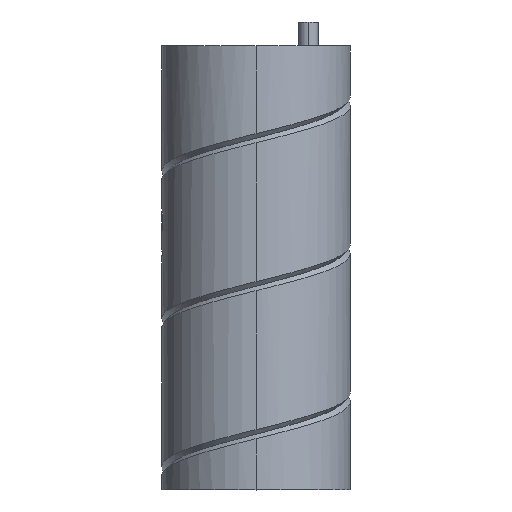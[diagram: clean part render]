
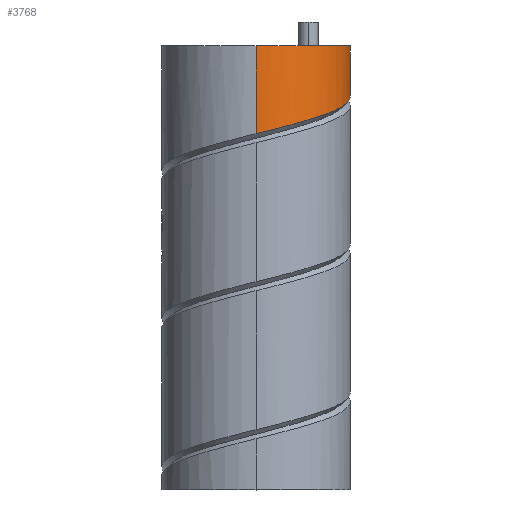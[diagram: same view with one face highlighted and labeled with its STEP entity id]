
A CAD part, top view. The second image highlights one B-rep face of the part: STEP entity #3768.
In plain terms, the highlighted cylindrical face has radius 19.75 mm (diameter 39.5 mm), a partial arc.
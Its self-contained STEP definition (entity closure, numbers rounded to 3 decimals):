
#54 = CARTESIAN_POINT ( 'NONE',  ( 17.245, 93., -9.977 ) ) ;
#78 = CARTESIAN_POINT ( 'NONE',  ( 19.018, 80.974, 5.326 ) ) ;
#94 = CARTESIAN_POINT ( 'NONE',  ( 19.778, 82.911, -2.377 ) ) ;
#226 = ORIENTED_EDGE ( 'NONE', *, *, #1502, .F. ) ;
#291 = EDGE_CURVE ( 'NONE', #2290, #847, #518, .T. ) ;
#292 = DIRECTION ( 'NONE',  ( 0., -1., 0. ) ) ;
#335 = EDGE_CURVE ( 'NONE', #2290, #3363, #4156, .T. ) ;
#342 = DIRECTION ( 'NONE',  ( 0., 0., -1. ) ) ;
#376 = CARTESIAN_POINT ( 'NONE',  ( 0., 74.571, 19.75 ) ) ;
#392 = CARTESIAN_POINT ( 'NONE',  ( 0.222, 90.016, -19.749 ) ) ;
#414 = CARTESIAN_POINT ( 'NONE',  ( 12.114, 93., -15.817 ) ) ;
#423 = CARTESIAN_POINT ( 'NONE',  ( 0., 74.571, 19.75 ) ) ;
#451 = CARTESIAN_POINT ( 'NONE',  ( 16.992, 79.682, 10.067 ) ) ;
#518 = B_SPLINE_CURVE_WITH_KNOTS ( 'NONE', 3,
 ( #664, #1133, #4271, #1411, #1458, #2471, #2519, #2852, #3195, #4301, #3213, #54, #3896, #414, #1470, #764, #2146, #4253 ),
 .UNSPECIFIED., .F., .F.,
 ( 4, 2, 2, 2, 2, 2, 2, 2, 4 ),
 ( 0., 0.063, 0.125, 0.187, 0.25, 0.312, 0.375, 0.438, 0.5 ),
 .UNSPECIFIED. ) ;
#520 = CARTESIAN_POINT ( 'NONE',  ( 0., 93., 19.75 ) ) ;
#664 = CARTESIAN_POINT ( 'NONE',  ( 0., 93., 19.75 ) ) ;
#764 = CARTESIAN_POINT ( 'NONE',  ( 5.139, 93., -19.249 ) ) ;
#785 = CARTESIAN_POINT ( 'NONE',  ( 15.94, 85.495, -11.948 ) ) ;
#847 = VERTEX_POINT ( 'NONE', #3267 ) ;
#958 = ORIENTED_EDGE ( 'NONE', *, *, #335, .T. ) ;
#1133 = CARTESIAN_POINT ( 'NONE',  ( 2.619, 93., 19.75 ) ) ;
#1164 = CARTESIAN_POINT ( 'NONE',  ( 0., 90.071, -19.75 ) ) ;
#1167 =( BOUNDED_CURVE ( )  B_SPLINE_CURVE ( 2, ( #1802, #2496, #392, #2920, #1833, #3264, #3983, #2562, #1493, #785, #4337, #2212, #2184, #94, #1479, #2861, #78, #4294, #451, #2168, #3204, #3561, #1450, #3966, #1851, #3952, #423 ),
 .UNSPECIFIED., .F., .F. ) 
 B_SPLINE_CURVE_WITH_KNOTS ( ( 3, 2, 2, 2, 2, 2, 2, 2, 2, 2, 2, 2, 2, 3 ),
 ( 0.032, 0.032, 0.046, 0.06, 0.074, 0.088, 0.102, 0.115, 0.129, 0.143, 0.157, 0.171, 0.185, 0.198 ),
 .UNSPECIFIED. ) 
 CURVE ( )  GEOMETRIC_REPRESENTATION_ITEM ( )  RATIONAL_B_SPLINE_CURVE ( ( 0.999, 1., 1., 0.991, 1., 0.991, 1., 0.991, 1., 0.991, 1., 0.991, 1., 0.991, 1., 0.991, 1., 0.991, 1., 0.991, 1., 0.991, 1., 0.991, 1., 0.992, 0.999 ) ) 
 REPRESENTATION_ITEM ( '' )  );
#1192 = DIRECTION ( 'NONE',  ( 0., -1., 0. ) ) ;
#1411 = CARTESIAN_POINT ( 'NONE',  ( 9.977, 93., 17.245 ) ) ;
#1450 = CARTESIAN_POINT ( 'NONE',  ( 9.682, 77.099, 17.214 ) ) ;
#1458 = CARTESIAN_POINT ( 'NONE',  ( 12.114, 93., 15.817 ) ) ;
#1470 = CARTESIAN_POINT ( 'NONE',  ( 9.977, 93., -17.244 ) ) ;
#1479 = CARTESIAN_POINT ( 'NONE',  ( 19.749, 82.266, 0.222 ) ) ;
#1493 = CARTESIAN_POINT ( 'NONE',  ( 14.122, 86.141, -13.807 ) ) ;
#1502 = EDGE_CURVE ( 'NONE', #847, #2056, #1584, .T. ) ;
#1584 = LINE ( 'NONE', #2073, #2468 ) ;
#1674 = EDGE_LOOP ( 'NONE', ( #2172, #958, #4349, #226 ) ) ;
#1802 = CARTESIAN_POINT ( 'NONE',  ( 0., 90.071, -19.75 ) ) ;
#1817 = CYLINDRICAL_SURFACE ( 'NONE', #3426, 19.75 ) ;
#1833 = CARTESIAN_POINT ( 'NONE',  ( 5.326, 88.724, -19.018 ) ) ;
#1851 = CARTESIAN_POINT ( 'NONE',  ( 4.896, 75.807, 19.133 ) ) ;
#2056 = VERTEX_POINT ( 'NONE', #1164 ) ;
#2073 = CARTESIAN_POINT ( 'NONE',  ( 0., 93., -19.75 ) ) ;
#2137 = CARTESIAN_POINT ( 'NONE',  ( 0., 93., 0. ) ) ;
#2146 = CARTESIAN_POINT ( 'NONE',  ( 2.619, 93., -19.75 ) ) ;
#2168 = CARTESIAN_POINT ( 'NONE',  ( 15.666, 79.036, 12.304 ) ) ;
#2172 = ORIENTED_EDGE ( 'NONE', *, *, #291, .F. ) ;
#2184 = CARTESIAN_POINT ( 'NONE',  ( 19.133, 83.557, -4.896 ) ) ;
#2212 = CARTESIAN_POINT ( 'NONE',  ( 18.489, 84.203, -7.415 ) ) ;
#2290 = VERTEX_POINT ( 'NONE', #520 ) ;
#2468 = VECTOR ( 'NONE', #292, 1000. ) ;
#2471 = CARTESIAN_POINT ( 'NONE',  ( 15.817, 93., 12.114 ) ) ;
#2496 = CARTESIAN_POINT ( 'NONE',  ( 0.111, 90.043, -19.75 ) ) ;
#2519 = CARTESIAN_POINT ( 'NONE',  ( 17.244, 93., 9.977 ) ) ;
#2562 = CARTESIAN_POINT ( 'NONE',  ( 12.304, 86.786, -15.666 ) ) ;
#2852 = CARTESIAN_POINT ( 'NONE',  ( 19.249, 93., 5.139 ) ) ;
#2861 = CARTESIAN_POINT ( 'NONE',  ( 19.719, 81.62, 2.822 ) ) ;
#2920 = CARTESIAN_POINT ( 'NONE',  ( 2.822, 89.37, -19.719 ) ) ;
#3153 = EDGE_CURVE ( 'NONE', #2056, #3363, #1167, .T. ) ;
#3178 = CARTESIAN_POINT ( 'NONE',  ( 0., 93., 19.75 ) ) ;
#3195 = CARTESIAN_POINT ( 'NONE',  ( 19.75, 93., 2.619 ) ) ;
#3204 = CARTESIAN_POINT ( 'NONE',  ( 13.807, 78.391, 14.122 ) ) ;
#3213 = CARTESIAN_POINT ( 'NONE',  ( 19.249, 93., -5.139 ) ) ;
#3264 = CARTESIAN_POINT ( 'NONE',  ( 7.83, 88.078, -18.317 ) ) ;
#3267 = CARTESIAN_POINT ( 'NONE',  ( 0., 93., -19.75 ) ) ;
#3363 = VERTEX_POINT ( 'NONE', #376 ) ;
#3426 = AXIS2_PLACEMENT_3D ( 'NONE', #2137, #3936, #342 ) ;
#3561 = CARTESIAN_POINT ( 'NONE',  ( 11.948, 77.745, 15.94 ) ) ;
#3768 = ADVANCED_FACE ( 'NONE', ( #4417 ), #1817, .T. ) ;
#3896 = CARTESIAN_POINT ( 'NONE',  ( 15.817, 93., -12.114 ) ) ;
#3936 = DIRECTION ( 'NONE',  ( 0., -1., 0. ) ) ;
#3952 = CARTESIAN_POINT ( 'NONE',  ( 2.487, 75.19, 19.75 ) ) ;
#3966 = CARTESIAN_POINT ( 'NONE',  ( 7.415, 76.453, 18.489 ) ) ;
#3983 = CARTESIAN_POINT ( 'NONE',  ( 10.067, 87.432, -16.992 ) ) ;
#4156 = LINE ( 'NONE', #3178, #4442 ) ;
#4253 = CARTESIAN_POINT ( 'NONE',  ( 0., 93., -19.75 ) ) ;
#4271 = CARTESIAN_POINT ( 'NONE',  ( 5.139, 93., 19.249 ) ) ;
#4294 = CARTESIAN_POINT ( 'NONE',  ( 18.317, 80.328, 7.83 ) ) ;
#4301 = CARTESIAN_POINT ( 'NONE',  ( 19.75, 93., -2.619 ) ) ;
#4337 = CARTESIAN_POINT ( 'NONE',  ( 17.214, 84.849, -9.682 ) ) ;
#4349 = ORIENTED_EDGE ( 'NONE', *, *, #3153, .F. ) ;
#4417 = FACE_OUTER_BOUND ( 'NONE', #1674, .T. ) ;
#4442 = VECTOR ( 'NONE', #1192, 1000. ) ;
